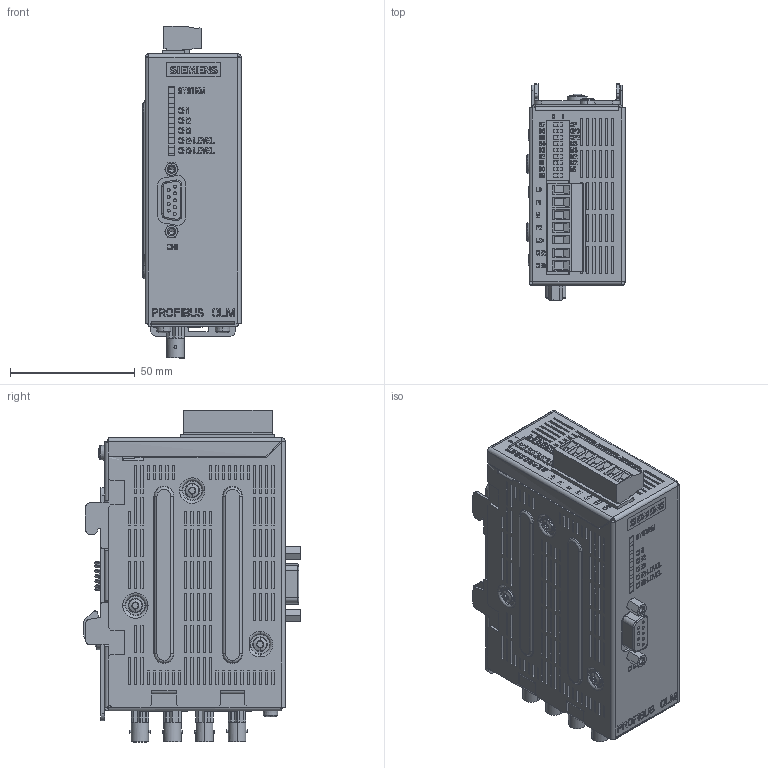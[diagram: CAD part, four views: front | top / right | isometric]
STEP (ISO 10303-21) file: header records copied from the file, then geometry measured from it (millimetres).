
FILE_DESCRIPTION(/* description */ (''),/* implementation_level */ '2;1');
FILE_NAME(/* name */ '6GK1503-3CB00_3d.stp',/* time_stamp */ '2022-09-15T13:30:22+02:00',/* author */ (''),/* organization */ (''),/* preprocessor_version */ 'ST-DEVELOPER v18.102',/* originating_system */ 'SIEMENS PLM Software NX 2027',/* authorisation */ '');
FILE_SCHEMA (('AUTOMOTIVE_DESIGN { 1 0 10303 214 3 1 1 1 }'));
Products named in the file (7): Labeling_Bottom; Labeling_Top; Terminal_Block; Adapter_Standard; Body; Labeling_Front; 069_6GK1503-3CB00_Simplf
Assembly tree (6 placements, depth 2):
  069_6GK1503-3CB00_Simplf
    Labeling_Front
    Body
    Adapter_Standard
    Terminal_Block
    Labeling_Top
    Labeling_Bottom
Bounding box: 39.6 x 86.9 x 133.07 mm (x, y, z)
Volume: 315624.7 mm3; surface area: 51145.3 mm2
Topology: 3 solids, 139 shells, 2435 faces, 9080 edges, 7047 vertices
Faces by surface type: plane 1943, cylinder 367, cone 46, torus 35, bspline 24, sphere 16, extrusion 4
Entity records: 119659 total; most frequent: CARTESIAN_POINT 24761, ORIENTED_EDGE 14891, DIRECTION 14741, EDGE_CURVE 9076, VECTOR 7857, LINE 7853, VERTEX_POINT 7047, AXIS2_PLACEMENT_3D 3442
